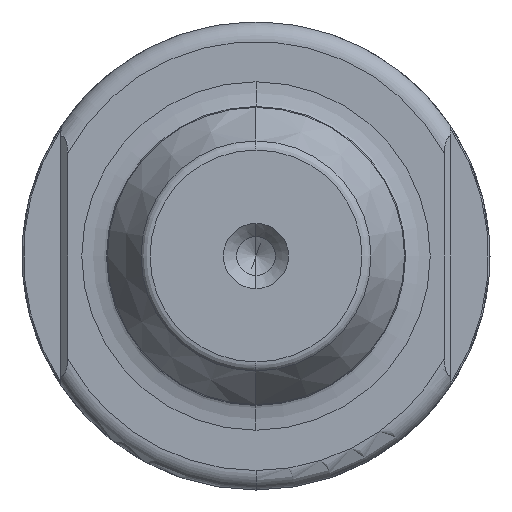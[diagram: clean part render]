
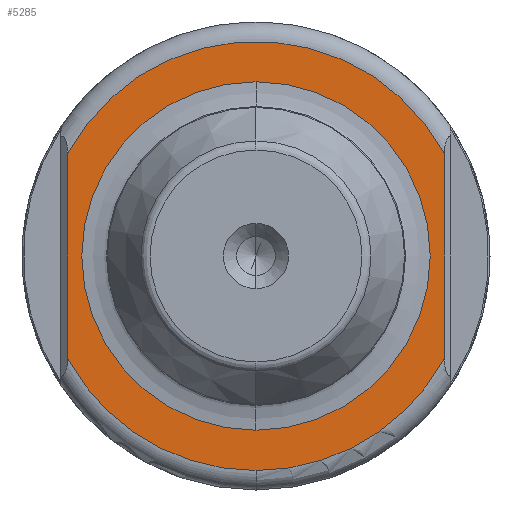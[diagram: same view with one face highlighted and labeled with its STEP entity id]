
A CAD part, left-side view. The second image highlights one B-rep face of the part: STEP entity #5285.
In plain terms, the highlighted planar face has unit normal (-1, 0, 0).
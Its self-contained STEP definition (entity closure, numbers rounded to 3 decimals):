
#56 = AXIS2_PLACEMENT_3D ( 'NONE', #5817, #3430, #7614 ) ;
#83 = AXIS2_PLACEMENT_3D ( 'NONE', #3832, #240, #4429 ) ;
#86 = ORIENTED_EDGE ( 'NONE', *, *, #3944, .T. ) ;
#228 = CARTESIAN_POINT ( 'NONE',  ( 35., 0., 0. ) ) ;
#240 = DIRECTION ( 'NONE',  ( -1., 0., 0. ) ) ;
#265 = ORIENTED_EDGE ( 'NONE', *, *, #5397, .T. ) ;
#308 = DIRECTION ( 'NONE',  ( -1., 0., 0. ) ) ;
#413 = PLANE ( 'NONE',  #56 ) ;
#545 = ORIENTED_EDGE ( 'NONE', *, *, #6005, .F. ) ;
#615 = FACE_OUTER_BOUND ( 'NONE', #4297, .T. ) ;
#616 = DIRECTION ( 'NONE',  ( 0., 0., 1. ) ) ;
#696 = CIRCLE ( 'NONE', #83, 13.4 ) ;
#828 = DIRECTION ( 'NONE',  ( 0., 0., -1. ) ) ;
#1119 = CARTESIAN_POINT ( 'NONE',  ( 35., 0., -13.4 ) ) ;
#1829 = AXIS2_PLACEMENT_3D ( 'NONE', #2261, #6434, #2860 ) ;
#1878 = DIRECTION ( 'NONE',  ( -1., 0., 0. ) ) ;
#2020 = CARTESIAN_POINT ( 'NONE',  ( 35., 14.5, -18. ) ) ;
#2039 = CIRCLE ( 'NONE', #7432, 16.5 ) ;
#2261 = CARTESIAN_POINT ( 'NONE',  ( 35., 0., 0. ) ) ;
#2416 = FACE_BOUND ( 'NONE', #4351, .T. ) ;
#2442 = CARTESIAN_POINT ( 'NONE',  ( 35., -14.5, -18. ) ) ;
#2746 = ORIENTED_EDGE ( 'NONE', *, *, #6553, .T. ) ;
#2783 = LINE ( 'NONE', #2020, #5766 ) ;
#2860 = DIRECTION ( 'NONE',  ( 0., 0., 1. ) ) ;
#3010 = CARTESIAN_POINT ( 'NONE',  ( 35., -14.5, 7.874 ) ) ;
#3170 = CARTESIAN_POINT ( 'NONE',  ( 35., 0., -16.5 ) ) ;
#3430 = DIRECTION ( 'NONE',  ( 1., 0., 0. ) ) ;
#3603 = CIRCLE ( 'NONE', #6918, 16.5 ) ;
#3637 = VERTEX_POINT ( 'NONE', #1119 ) ;
#3726 = CARTESIAN_POINT ( 'NONE',  ( 35., 14.5, -7.874 ) ) ;
#3832 = CARTESIAN_POINT ( 'NONE',  ( 35., 0., 0. ) ) ;
#3856 = EDGE_CURVE ( 'NONE', #7549, #4850, #6819, .T. ) ;
#3893 = CARTESIAN_POINT ( 'NONE',  ( 35., 0., 0. ) ) ;
#3944 = EDGE_CURVE ( 'NONE', #4850, #6841, #6622, .T. ) ;
#4172 = ORIENTED_EDGE ( 'NONE', *, *, #7613, .F. ) ;
#4220 = ORIENTED_EDGE ( 'NONE', *, *, #6754, .T. ) ;
#4297 = EDGE_LOOP ( 'NONE', ( #265, #4220, #7740, #86, #2746 ) ) ;
#4351 = EDGE_LOOP ( 'NONE', ( #545, #4172 ) ) ;
#4416 = DIRECTION ( 'NONE',  ( -1., 0., 0. ) ) ;
#4429 = DIRECTION ( 'NONE',  ( 0., 0., 1. ) ) ;
#4504 = DIRECTION ( 'NONE',  ( 0., 0., -1. ) ) ;
#4814 = VERTEX_POINT ( 'NONE', #7186 ) ;
#4850 = VERTEX_POINT ( 'NONE', #3010 ) ;
#4956 = CARTESIAN_POINT ( 'NONE',  ( 35., 14.5, 7.874 ) ) ;
#5285 = ADVANCED_FACE ( 'NONE', ( #615, #2416 ), #413, .F. ) ;
#5317 = AXIS2_PLACEMENT_3D ( 'NONE', #5464, #1878, #6063 ) ;
#5397 = EDGE_CURVE ( 'NONE', #5893, #6828, #2039, .T. ) ;
#5407 = VECTOR ( 'NONE', #616, 1000. ) ;
#5464 = CARTESIAN_POINT ( 'NONE',  ( 35., 0., 0. ) ) ;
#5611 = DIRECTION ( 'NONE',  ( 0., 0., -1. ) ) ;
#5766 = VECTOR ( 'NONE', #5611, 1000. ) ;
#5817 = CARTESIAN_POINT ( 'NONE',  ( 35., 0., -18. ) ) ;
#5893 = VERTEX_POINT ( 'NONE', #3726 ) ;
#6005 = EDGE_CURVE ( 'NONE', #4814, #3637, #696, .T. ) ;
#6063 = DIRECTION ( 'NONE',  ( 0., 0., -1. ) ) ;
#6434 = DIRECTION ( 'NONE',  ( -1., 0., 0. ) ) ;
#6553 = EDGE_CURVE ( 'NONE', #6841, #5893, #2783, .T. ) ;
#6622 = CIRCLE ( 'NONE', #5317, 16.5 ) ;
#6754 = EDGE_CURVE ( 'NONE', #6828, #7549, #3603, .T. ) ;
#6819 = LINE ( 'NONE', #2442, #5407 ) ;
#6828 = VERTEX_POINT ( 'NONE', #3170 ) ;
#6841 = VERTEX_POINT ( 'NONE', #4956 ) ;
#6918 = AXIS2_PLACEMENT_3D ( 'NONE', #3893, #308, #4504 ) ;
#6970 = CIRCLE ( 'NONE', #1829, 13.4 ) ;
#7186 = CARTESIAN_POINT ( 'NONE',  ( 35., 0., 13.4 ) ) ;
#7432 = AXIS2_PLACEMENT_3D ( 'NONE', #228, #4416, #828 ) ;
#7549 = VERTEX_POINT ( 'NONE', #7588 ) ;
#7588 = CARTESIAN_POINT ( 'NONE',  ( 35., -14.5, -7.874 ) ) ;
#7613 = EDGE_CURVE ( 'NONE', #3637, #4814, #6970, .T. ) ;
#7614 = DIRECTION ( 'NONE',  ( 0., 0., -1. ) ) ;
#7740 = ORIENTED_EDGE ( 'NONE', *, *, #3856, .T. ) ;
